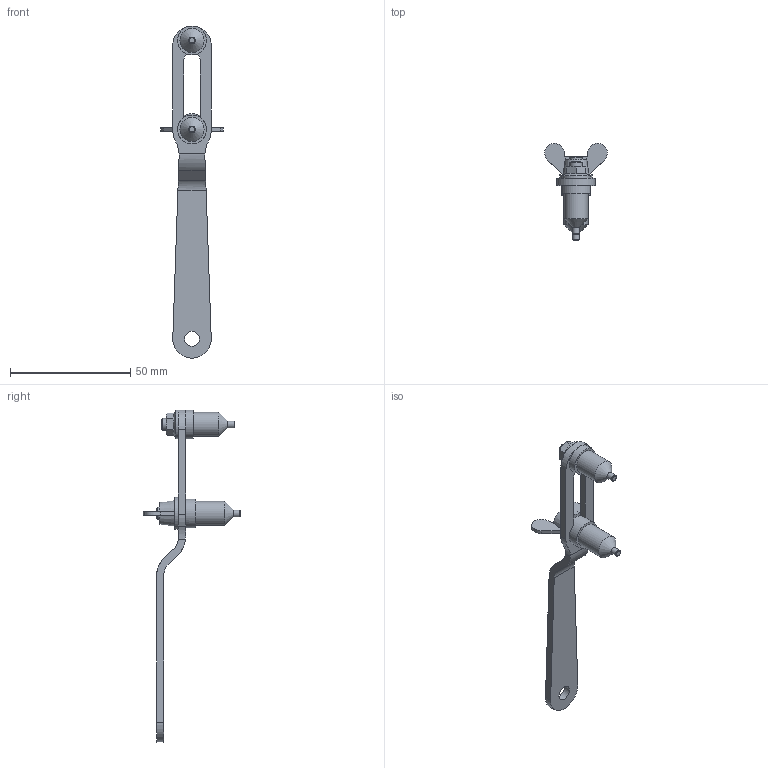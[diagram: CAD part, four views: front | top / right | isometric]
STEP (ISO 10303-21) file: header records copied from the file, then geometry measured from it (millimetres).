
FILE_DESCRIPTION (( 'STEP AP203' ), '1' );
FILE_NAME ('60832-240.STEP', '2022-04-07T08:05:49', ( '' ), ( '' ), 'SwSTEP 2.0', 'SolidWorks 2018', '' );
FILE_SCHEMA (( 'CONFIG_CONTROL_DESIGN' ));
Length unit declared in the file: millimetre
Products named in the file (7): 60832-240 Teil2_60832-240 Teil2; DIN 6923_DIN 6923 M5; DIN 315 M4-M16_DIN 315 M5; 60832-240; 60832-240 Teil4_60832-240 Teil4; 60832-240 Teil3_60832-240 Teil3; 60832-240 Teil1_60832-240 Teil1
Assembly tree (6 placements, depth 2):
  60832-240
    60832-240 Teil1_60832-240 Teil1
    60832-240 Teil2_60832-240 Teil2
    60832-240 Teil3_60832-240 Teil3
    DIN 6923_DIN 6923 M5
    60832-240 Teil4_60832-240 Teil4
    DIN 315 M4-M16_DIN 315 M5
Bounding box: 25.99 x 40.4 x 137.97 mm (x, y, z)
Volume: 9463.3 mm3; surface area: 7948.4 mm2
Topology: 6 solids, 6 shells, 336 faces, 857 edges, 563 vertices
Faces by surface type: plane 159, bspline 118, cylinder 33, cone 22, torus 4
Full cylindrical faces by diameter (mm): 2.8 x2, 3.9 x2, 4.2 x2, 5 x2, 5.1 x1, 6 x1, 6.2 x1, 10 x2, 11.8 x1, 12 x2, 13.3 x1
Entity records: 17214 total; most frequent: CARTESIAN_POINT 9306, ORIENTED_EDGE 1634, DIRECTION 1085, EDGE_CURVE 817, VERTEX_POINT 558, LINE 463, VECTOR 463, EDGE_LOOP 413
